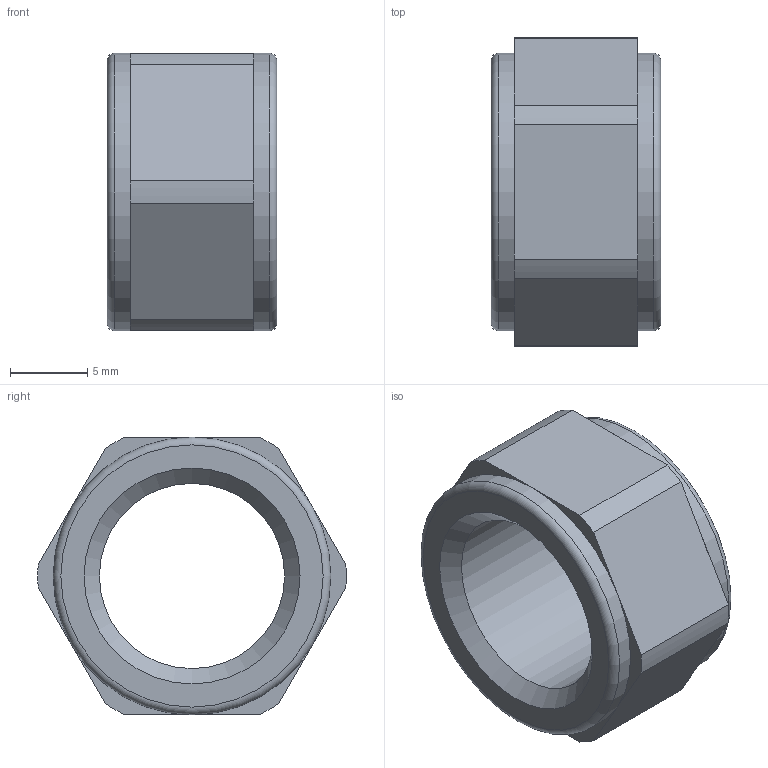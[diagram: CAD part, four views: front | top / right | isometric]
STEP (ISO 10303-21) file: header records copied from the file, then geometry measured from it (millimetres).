
FILE_DESCRIPTION(('FreeCAD Model'),'2;1');
FILE_NAME('Contre Ecrou.step', '2021-03-26T18:19:15',('Author'),(''), 'Open CASCADE STEP processor 6.8','FreeCAD','Unknown');
FILE_SCHEMA(('AUTOMOTIVE_DESIGN_CC2 { 1 2 10303 214 -1 1 5 4 }'));
Length unit declared in the file: millimetre
Products named in the file (2): ASSEMBLY; Chamfer
Assembly tree (1 placements, depth 2):
  ASSEMBLY
    Chamfer
Bounding box: 11 x 20 x 18 mm (x, y, z)
Volume: 1704.9 mm3; surface area: 1338.1 mm2
Topology: 1 solids, 1 shells, 34 faces, 80 edges, 48 vertices
Faces by surface type: plane 20, cylinder 10, cone 2, torus 2
Full cylindrical faces by diameter (mm): 12 x1, 18 x2
Entity records: 2013 total; most frequent: CARTESIAN_POINT 368, DIRECTION 306, ORIENTED_EDGE 160, PCURVE 160, DEFINITIONAL_REPRESENTATION 160, LINE 126, VECTOR 126, EDGE_CURVE 80
